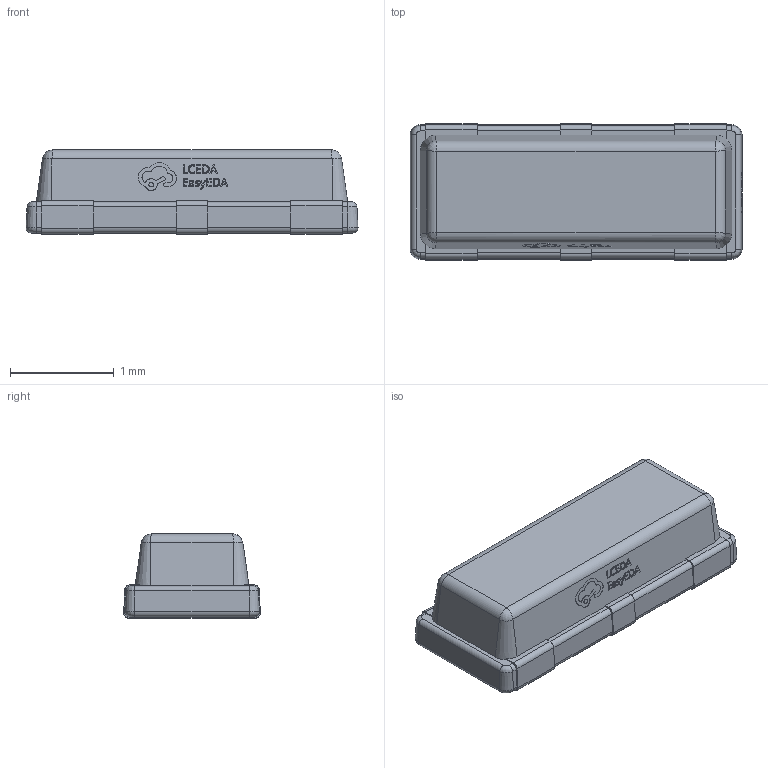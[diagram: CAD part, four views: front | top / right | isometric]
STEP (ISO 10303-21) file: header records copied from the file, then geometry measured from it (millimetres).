
FILE_DESCRIPTION(/* description */ (''),/* implementation_level */ '2;1');
FILE_NAME(/* name */ 'P7H0-X2-OSC-SMD_3P-L3.2-W1.3-P1.20-L.step',/* time_stamp */ '2025-08-05T13:02:27+08:00',/* author */ (''),/* organization */ (''),/* preprocessor_version */ 'ST-DEVELOPER v20.1',/* originating_system */ 'Autodesk Translation Framework v14.10.0.0',/* authorisation */ '');
FILE_SCHEMA (('AUTOMOTIVE_DESIGN { 1 0 10303 214 3 1 1 }'));
Length unit declared in the file: millimetre
Products named in the file (1): P7H0-X2-OSC-SMD_3P-L3.2-W1.3-P1.20-L
Bounding box: 3.19 x 1.32 x 0.81 mm (x, y, z)
Volume: 2.7 mm3; surface area: 13.8 mm2
Topology: 1 solids, 1 shells, 380 faces, 1032 edges, 676 vertices
Faces by surface type: plane 212, bspline 124, cylinder 36, cone 8
Entity records: 14482 total; most frequent: CARTESIAN_POINT 4952, ORIENTED_EDGE 2056, DIRECTION 1578, EDGE_CURVE 1028, LINE 704, VECTOR 704, VERTEX_POINT 676, AXIS2_PLACEMENT_3D 437
